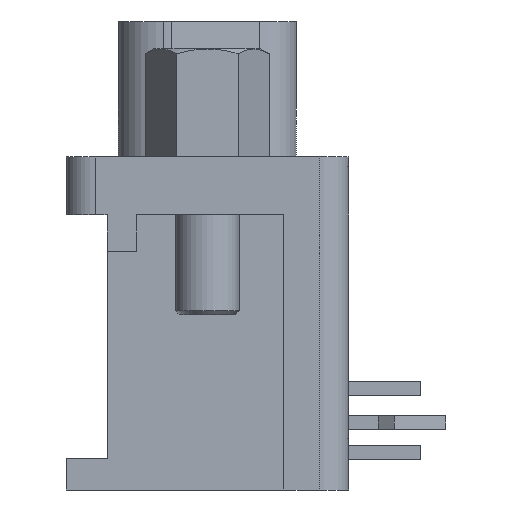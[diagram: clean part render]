
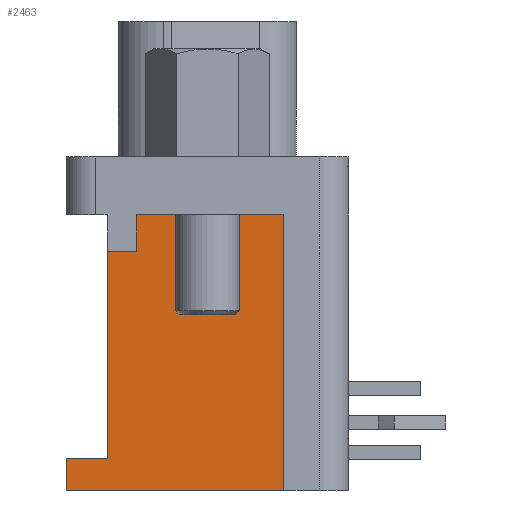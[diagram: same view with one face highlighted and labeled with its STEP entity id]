
A CAD part, left-side view. The second image highlights one B-rep face of the part: STEP entity #2463.
In plain terms, the highlighted planar face has unit normal (-1, 0, 0).
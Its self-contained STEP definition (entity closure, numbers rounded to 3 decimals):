
#1939=EDGE_CURVE('',#3019,#4279,#5564,.T.);
#2349=VERTEX_POINT('',#6026);
#2463=ADVANCED_FACE('',(#6156),#6157,.F.);
#2677=EDGE_CURVE('',#2737,#2875,#6394,.T.);
#2737=VERTEX_POINT('',#6461);
#2829=VERTEX_POINT('',#6561);
#2875=VERTEX_POINT('',#6609);
#3019=VERTEX_POINT('',#6767);
#3039=VERTEX_POINT('',#6789);
#3245=EDGE_CURVE('',#2829,#3019,#7014,.T.);
#3393=EDGE_CURVE('',#4279,#2875,#7175,.T.);
#3605=VERTEX_POINT('',#7414);
#3653=EDGE_CURVE('',#3605,#2349,#7465,.T.);
#4279=VERTEX_POINT('',#8180);
#4683=EDGE_CURVE('',#3605,#2829,#8633,.T.);
#5089=EDGE_CURVE('',#2349,#3039,#9081,.T.);
#5151=EDGE_CURVE('',#3039,#2737,#9149,.T.);
#5564=LINE('',#9674,#9675);
#6026=CARTESIAN_POINT('',(-20.55,-3.4,-2.56));
#6156=FACE_OUTER_BOUND('',#10497,.T.);
#6157=PLANE('',#10498);
#6394=LINE('',#10851,#10852);
#6461=CARTESIAN_POINT('',(-20.55,3.15,-4.2));
#6561=CARTESIAN_POINT('',(-20.55,6.275,-14.8));
#6609=CARTESIAN_POINT('',(-20.55,4.45,-4.2));
#6767=CARTESIAN_POINT('',(-20.55,6.275,-13.4));
#6789=CARTESIAN_POINT('',(-20.55,3.15,-2.56));
#7014=LINE('',#11753,#11754);
#7175=LINE('',#11968,#11969);
#7414=CARTESIAN_POINT('',(-20.55,-3.4,-14.8));
#7465=LINE('',#12383,#12384);
#8180=CARTESIAN_POINT('',(-20.55,4.45,-13.4));
#8633=LINE('',#14013,#14014);
#9081=LINE('',#14662,#14663);
#9149=LINE('',#14757,#14758);
#9674=CARTESIAN_POINT('',(-20.55,4.205,-13.4));
#9675=VECTOR('',#15352,1.0);
#10497=EDGE_LOOP('',(#16072,#16073,#16074,#16075,#16076,#16077,#16078,#16079));
#10498=AXIS2_PLACEMENT_3D('',#16080,#16081,#16082);
#10851=CARTESIAN_POINT('',(-20.55,3.15,-4.2));
#10852=VECTOR('',#16380,1.0);
#11753=CARTESIAN_POINT('',(-20.55,6.275,-12.549));
#11754=VECTOR('',#17001,1.0);
#11968=CARTESIAN_POINT('',(-20.55,4.45,-9.139));
#11969=VECTOR('',#17159,1.0);
#12383=CARTESIAN_POINT('',(-20.55,-3.4,-2.56));
#12384=VECTOR('',#17487,1.0);
#14013=CARTESIAN_POINT('',(-20.55,0.73,-14.8));
#14014=VECTOR('',#18813,1.0);
#14662=CARTESIAN_POINT('',(-20.55,-3.4,-2.56));
#14663=VECTOR('',#19301,1.0);
#14757=CARTESIAN_POINT('',(-20.55,3.15,-2.56));
#14758=VECTOR('',#19373,1.0);
#15352=DIRECTION('',(0.0,-1.0,0.0));
#16072=ORIENTED_EDGE('',*,*,#4683,.F.);
#16073=ORIENTED_EDGE('',*,*,#3653,.T.);
#16074=ORIENTED_EDGE('',*,*,#5089,.T.);
#16075=ORIENTED_EDGE('',*,*,#5151,.T.);
#16076=ORIENTED_EDGE('',*,*,#2677,.T.);
#16077=ORIENTED_EDGE('',*,*,#3393,.F.);
#16078=ORIENTED_EDGE('',*,*,#1939,.F.);
#16079=ORIENTED_EDGE('',*,*,#3245,.F.);
#16080=CARTESIAN_POINT('',(-20.55,1.46,-10.297));
#16081=DIRECTION('',(1.0,0.,0.));
#16082=DIRECTION('',(0.0,0.,1.0));
#16380=DIRECTION('',(0.0,1.0,0.0));
#17001=DIRECTION('',(0.,0.,1.0));
#17159=DIRECTION('',(0.,0.0,1.0));
#17487=DIRECTION('',(0.,0.,1.0));
#18813=DIRECTION('',(0.0,1.0,0.0));
#19301=DIRECTION('',(0.,1.0,0.));
#19373=DIRECTION('',(0.,0.,-1.0));
